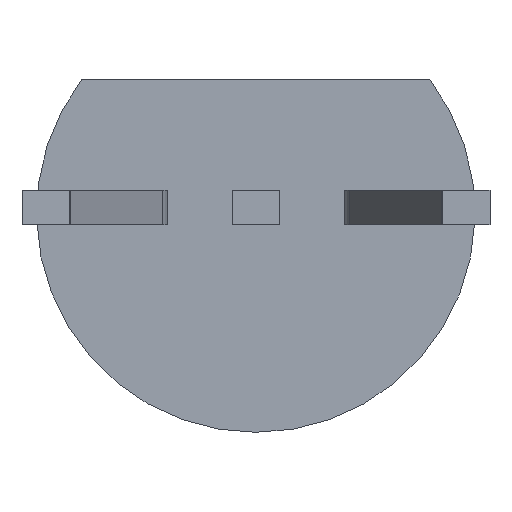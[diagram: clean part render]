
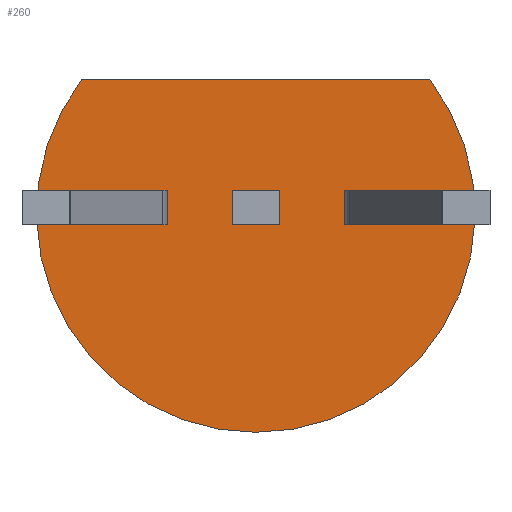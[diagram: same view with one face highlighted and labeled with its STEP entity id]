
A CAD part, front view. The second image highlights one B-rep face of the part: STEP entity #260.
In plain terms, the highlighted planar face has unit normal (0, -1, 0).
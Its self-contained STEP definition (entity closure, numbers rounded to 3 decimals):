
#98 = DIRECTION ( 'NONE',  ( 0., 0., 1. ) ) ;
#130 = ORIENTED_EDGE ( 'NONE', *, *, #1942, .F. ) ;
#244 = ORIENTED_EDGE ( 'NONE', *, *, #1883, .F. ) ;
#260 = ADVANCED_FACE ( 'NONE', ( #579 ), #1496, .F. ) ;
#321 = VERTEX_POINT ( 'NONE', #1502 ) ;
#404 = DIRECTION ( 'NONE',  ( 0., 1., 0. ) ) ;
#472 = VECTOR ( 'NONE', #1915, 1000. ) ;
#579 = FACE_OUTER_BOUND ( 'NONE', #1380, .T. ) ;
#712 = CARTESIAN_POINT ( 'NONE',  ( -2.07, 6.5, 1.52 ) ) ;
#738 = CARTESIAN_POINT ( 'NONE',  ( -2.07, 6.5, 1.52 ) ) ;
#902 = CARTESIAN_POINT ( 'NONE',  ( 2.065, 6.5, 1.52 ) ) ;
#955 = DIRECTION ( 'NONE',  ( 0., 1., 0. ) ) ;
#974 = AXIS2_PLACEMENT_3D ( 'NONE', #1986, #955, #2168 ) ;
#1151 = DIRECTION ( 'NONE',  ( 0., 1., 0. ) ) ;
#1328 = CIRCLE ( 'NONE', #2143, 2.605 ) ;
#1380 = EDGE_LOOP ( 'NONE', ( #1606, #244, #130 ) ) ;
#1422 = EDGE_CURVE ( 'NONE', #2220, #321, #1328, .T. ) ;
#1452 = CARTESIAN_POINT ( 'NONE',  ( -0.002, 6.5, -0.065 ) ) ;
#1496 = PLANE ( 'NONE',  #2203 ) ;
#1502 = CARTESIAN_POINT ( 'NONE',  ( -0.002, 6.5, -2.67 ) ) ;
#1598 = VERTEX_POINT ( 'NONE', #738 ) ;
#1606 = ORIENTED_EDGE ( 'NONE', *, *, #1422, .F. ) ;
#1799 = LINE ( 'NONE', #712, #472 ) ;
#1873 = CIRCLE ( 'NONE', #974, 2.605 ) ;
#1883 = EDGE_CURVE ( 'NONE', #1598, #2220, #1799, .T. ) ;
#1915 = DIRECTION ( 'NONE',  ( 1., 0., 0. ) ) ;
#1942 = EDGE_CURVE ( 'NONE', #321, #1598, #1873, .T. ) ;
#1986 = CARTESIAN_POINT ( 'NONE',  ( -0.002, 6.5, -0.065 ) ) ;
#2143 = AXIS2_PLACEMENT_3D ( 'NONE', #1452, #404, #2261 ) ;
#2168 = DIRECTION ( 'NONE',  ( 0., 0., 1. ) ) ;
#2195 = CARTESIAN_POINT ( 'NONE',  ( -0.002, 6.5, -0.065 ) ) ;
#2203 = AXIS2_PLACEMENT_3D ( 'NONE', #2195, #1151, #98 ) ;
#2220 = VERTEX_POINT ( 'NONE', #902 ) ;
#2261 = DIRECTION ( 'NONE',  ( 0., 0., 1. ) ) ;
